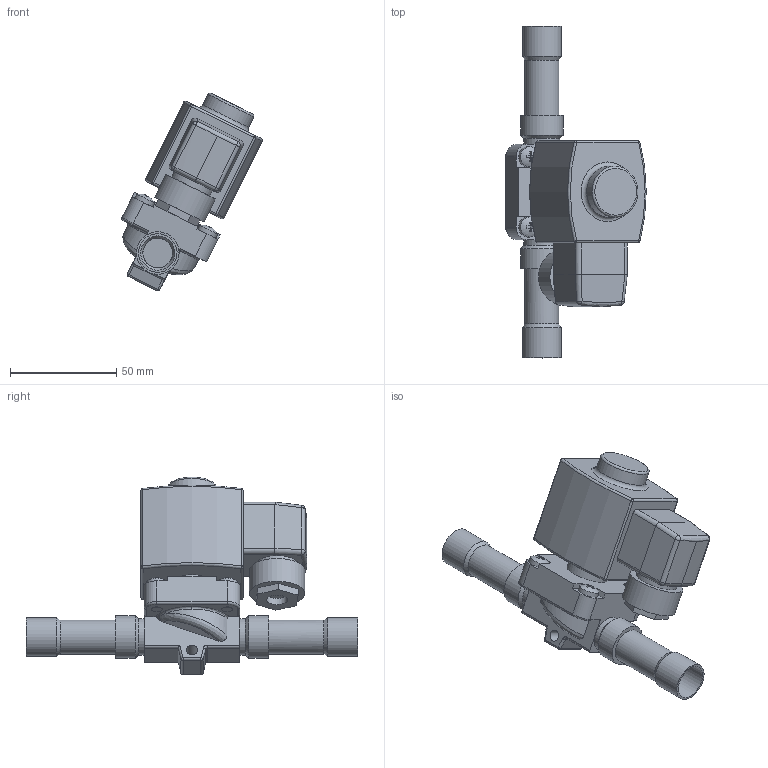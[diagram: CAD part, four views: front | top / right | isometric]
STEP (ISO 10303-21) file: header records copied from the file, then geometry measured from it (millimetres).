
FILE_DESCRIPTION(('TFLEX Exchange Step'),'2;1');
FILE_NAME('032L1214R.stp', '2023-04-21T10:24:49+03:00',('EXT0102'),('Unknown organisation'),'TFLEX Exchange 2022.1','T-FLEX CAD','Unknown authorisation');
FILE_SCHEMA( ('AUTOMOTIVE_DESIGN { 1 0 10303 214 1 1 1 1 }') );
Length unit declared in the file: millimetre
Products named in the file (1): Nodes
Bounding box: 66.03 x 156 x 92.91 mm (x, y, z)
Volume: 162056.6 mm3; surface area: 42173.2 mm2
Topology: 1 solids, 7 shells, 294 faces, 771 edges, 513 vertices
Faces by surface type: plane 128, cylinder 108, sphere 20, torus 18, bspline 12, cone 8
Full cylindrical faces by diameter (mm): 5 x8, 5.2 x1, 5.5 x4, 9.5 x4, 10 x1, 11.6 x1, 12 x1, 12.7 x1, 13.1 x1, 13.2 x1, 14 x2, 14.8 x1, 16 x2, 16.1 x2, 17 x2, 18 x1, 18.1 x2, 20 x4, 24 x1, 26 x1
Entity records: 10068 total; most frequent: CARTESIAN_POINT 2774, DIRECTION 1540, ORIENTED_EDGE 1534, EDGE_CURVE 767, AXIS2_PLACEMENT_3D 600, VERTEX_POINT 513, VECTOR 340, LINE 340
